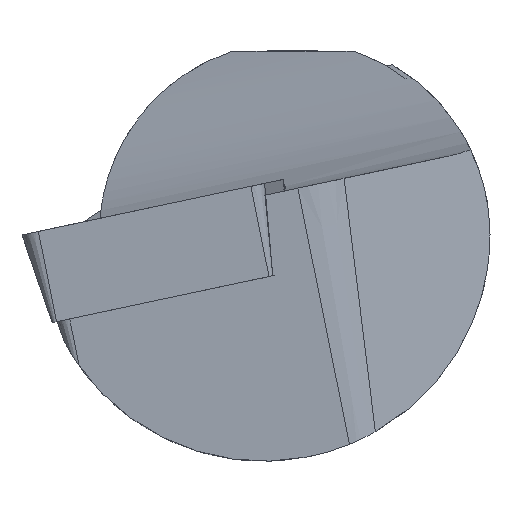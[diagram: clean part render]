
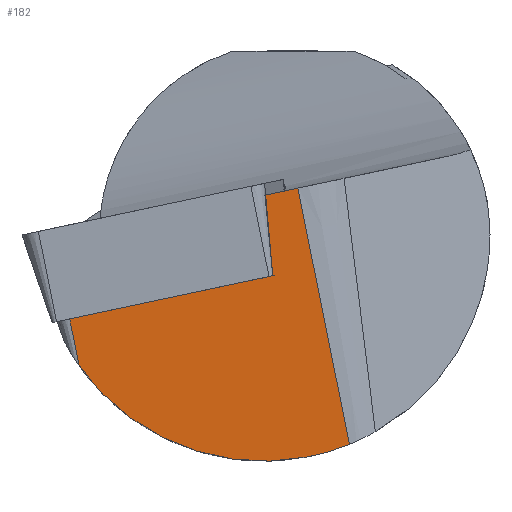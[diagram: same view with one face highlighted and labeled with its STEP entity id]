
A CAD part, left-side view. The second image highlights one B-rep face of the part: STEP entity #182.
In plain terms, the highlighted planar face has unit normal (-0.989, -0.108, -0.102).
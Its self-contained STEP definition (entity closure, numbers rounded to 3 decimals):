
#129=ELLIPSE('',#643,5.915,5.85);
#182=ADVANCED_FACE('',(#227),#205,.F.);
#205=PLANE('',#644);
#227=FACE_OUTER_BOUND('',#257,.T.);
#257=EDGE_LOOP('',(#326,#327,#328,#329,#330,#331));
#326=ORIENTED_EDGE('',*,*,#507,.T.);
#327=ORIENTED_EDGE('',*,*,#502,.T.);
#328=ORIENTED_EDGE('',*,*,#508,.T.);
#329=ORIENTED_EDGE('',*,*,#505,.F.);
#330=ORIENTED_EDGE('',*,*,#490,.F.);
#331=ORIENTED_EDGE('',*,*,#509,.T.);
#438=VERTEX_POINT('',#908);
#439=VERTEX_POINT('',#909);
#447=VERTEX_POINT('',#965);
#448=VERTEX_POINT('',#967);
#450=VERTEX_POINT('',#973);
#451=VERTEX_POINT('',#986);
#490=EDGE_CURVE('',#438,#439,#549,.T.);
#502=EDGE_CURVE('',#448,#447,#554,.T.);
#505=EDGE_CURVE('',#439,#450,#556,.T.);
#507=EDGE_CURVE('',#451,#448,#557,.T.);
#508=EDGE_CURVE('',#447,#450,#129,.T.);
#509=EDGE_CURVE('',#438,#451,#558,.T.);
#549=LINE('',#907,#587);
#554=LINE('',#966,#592);
#556=LINE('',#972,#594);
#557=LINE('',#985,#595);
#558=LINE('',#988,#596);
#587=VECTOR('',#705,1.);
#592=VECTOR('',#724,1.);
#594=VECTOR('',#730,1.);
#595=VECTOR('',#733,1.);
#596=VECTOR('',#736,1.);
#643=AXIS2_PLACEMENT_3D('',#987,#734,#735);
#644=AXIS2_PLACEMENT_3D('',#989,#737,#738);
#705=DIRECTION('',(0.085,-0.975,0.207));
#724=DIRECTION('',(0.121,-0.196,-0.973));
#730=DIRECTION('',(0.121,-0.196,-0.973));
#733=DIRECTION('',(-0.085,0.975,-0.207));
#734=DIRECTION('',(-0.989,-0.108,-0.102));
#735=DIRECTION('',(-0.148,0.721,0.677));
#736=DIRECTION('',(0.112,-0.096,-0.989));
#737=DIRECTION('',(0.989,0.108,0.102));
#738=DIRECTION('',(0.109,-0.994,0.));
#907=CARTESIAN_POINT('',(1.272,-6.452,2.551));
#908=CARTESIAN_POINT('',(0.645,0.718,1.027));
#909=CARTESIAN_POINT('',(0.719,-0.133,1.208));
#965=CARTESIAN_POINT('',(0.574,5.52,-3.387));
#966=CARTESIAN_POINT('',(0.131,6.235,0.161));
#967=CARTESIAN_POINT('',(0.422,5.765,-2.172));
#972=CARTESIAN_POINT('',(0.683,-0.074,1.502));
#973=CARTESIAN_POINT('',(1.546,-1.468,-5.413));
#985=CARTESIAN_POINT('',(0.974,-0.544,-0.831));
#986=CARTESIAN_POINT('',(0.881,0.516,-1.056));
#987=CARTESIAN_POINT('',(0.747,0.75,0.));
#988=CARTESIAN_POINT('',(0.601,0.755,1.412));
#989=CARTESIAN_POINT('',(0.683,-0.074,1.502));
